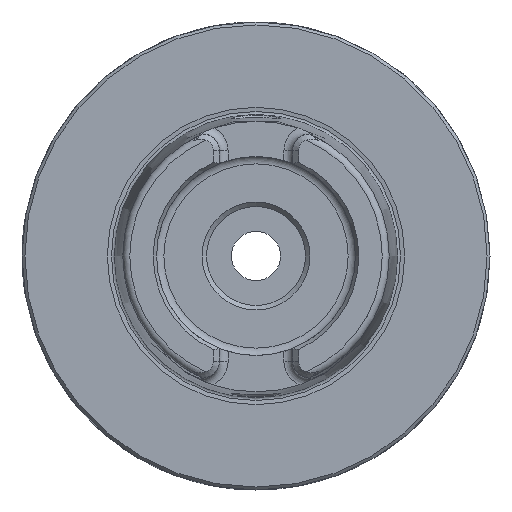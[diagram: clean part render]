
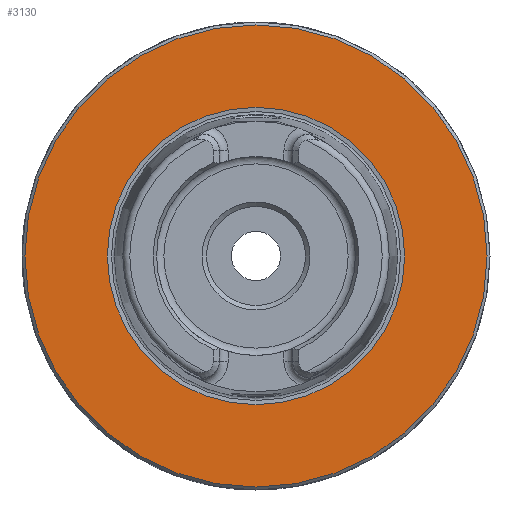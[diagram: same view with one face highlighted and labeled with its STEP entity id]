
A CAD part, left-side view. The second image highlights one B-rep face of the part: STEP entity #3130.
In plain terms, the highlighted planar face has unit normal (-1, 0, 0).
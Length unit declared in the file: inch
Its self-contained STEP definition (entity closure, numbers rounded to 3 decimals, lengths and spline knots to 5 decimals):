
#3096=CARTESIAN_POINT('',(0.0,1.55512,0.));
#3097=VERTEX_POINT('',#3096);
#3098=CARTESIAN_POINT('',(0.0,0.0,0.0));
#3099=DIRECTION('',(1.0,0.0,0.0));
#3100=DIRECTION('',(0.0,-1.0,0.0));
#3101=AXIS2_PLACEMENT_3D('',#3098,#3099,#3100);
#3102=CIRCLE('',#3101,1.55512);
#3103=EDGE_CURVE('',#3097,#3097,#3102,.T.);
#3111=CARTESIAN_POINT('',(0.0,0.7874,0.0));
#3112=DIRECTION('',(-1.0,0.0,0.0));
#3113=DIRECTION('',(0.0,0.0,1.0));
#3114=AXIS2_PLACEMENT_3D('',#3111,#3112,#3113);
#3115=PLANE('',#3114);
#3116=ORIENTED_EDGE('',*,*,#3103,.F.);
#3117=EDGE_LOOP('',(#3116));
#3118=FACE_OUTER_BOUND('',#3117,.T.);
#3119=CARTESIAN_POINT('',(0.0,1.0008,0.0));
#3120=VERTEX_POINT('',#3119);
#3121=CARTESIAN_POINT('',(0.0,0.0,0.0));
#3122=DIRECTION('',(1.0,0.0,0.0));
#3123=DIRECTION('',(0.0,1.0,0.0));
#3124=AXIS2_PLACEMENT_3D('',#3121,#3122,#3123);
#3125=CIRCLE('',#3124,1.0008);
#3126=EDGE_CURVE('',#3120,#3120,#3125,.T.);
#3127=ORIENTED_EDGE('',*,*,#3126,.T.);
#3128=EDGE_LOOP('',(#3127));
#3129=FACE_BOUND('',#3128,.T.);
#3130=ADVANCED_FACE('',(#3118,#3129),#3115,.T.);
